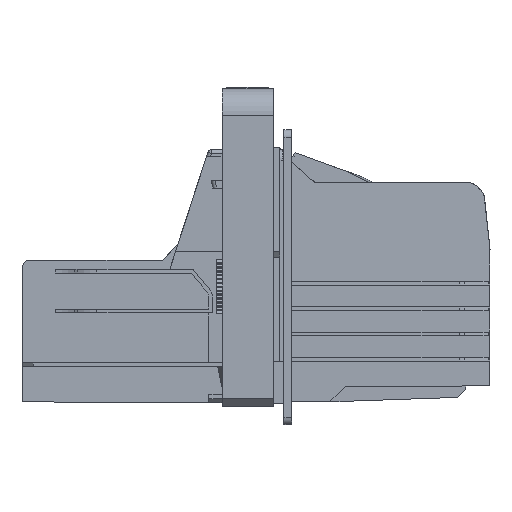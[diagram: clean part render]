
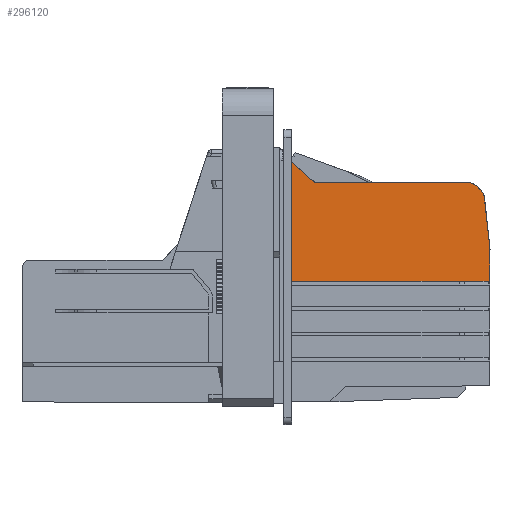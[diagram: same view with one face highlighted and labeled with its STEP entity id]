
A CAD part, left-side view. The second image highlights one B-rep face of the part: STEP entity #296120.
In plain terms, the highlighted face is planar.
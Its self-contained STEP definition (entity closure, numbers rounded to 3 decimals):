
#70670=CARTESIAN_POINT('',(84.67,59.247,
103.348));
#70680=VERTEX_POINT('',#70670);
#70710=CARTESIAN_POINT('',(84.058,49.092,
103.5));
#70720=DIRECTION('',(-0.06,-0.998,
0.015));
#70730=VECTOR('',#70720,1.);
#70740=LINE('',#70710,#70730);
#70750=CARTESIAN_POINT('',(85.16,67.366,
103.225));
#70760=VERTEX_POINT('',#70750);
#70770=EDGE_CURVE('',#70760,#70680,#70740,.T.);
#74940=CARTESIAN_POINT('',(35.709,92.932,
103.065));
#74950=VERTEX_POINT('',#74940);
#74980=CARTESIAN_POINT('',(33.28,52.643,
103.671));
#74990=DIRECTION('',(0.06,0.998,
-0.015));
#75000=VECTOR('',#74990,1.);
#75010=LINE('',#74980,#75000);
#75020=CARTESIAN_POINT('',(33.863,62.311,
103.525));
#75030=VERTEX_POINT('',#75020);
#75040=EDGE_CURVE('',#75030,#74950,#75010,.T.);
#212720=CARTESIAN_POINT('',(69.557,60.159,
103.4));
#212730=DIRECTION('',(-0.998,0.06,
0.003));
#212740=VECTOR('',#212730,1.);
#212750=LINE('',#212720,#212740);
#212760=EDGE_CURVE('',#70680,#75030,#212750,.T.);
#292990=CARTESIAN_POINT('',(69.455,58.699,
103.422));
#293000=DIRECTION('',(-0.702,0.712,
-0.007));
#293010=VECTOR('',#293000,1.);
#293020=LINE('',#292990,#293010);
#293030=CARTESIAN_POINT('',(41.085,87.479,
103.122));
#293040=VERTEX_POINT('',#293030);
#293050=EDGE_CURVE('',#293040,#74950,#293020,.T.);
#293440=CARTESIAN_POINT('',(41.737,87.182,
103.123));
#293450=VERTEX_POINT('',#293440);
#293480=CARTESIAN_POINT('',(41.797,88.181,
103.108));
#293490=DIRECTION('',(0.004,0.015,
1.));
#293500=DIRECTION('',(0.285,0.958,
-0.015));
#293510=AXIS2_PLACEMENT_3D('',#293480,#293490,#293500);
#293520=ELLIPSE('',#293510,1.,1.);
#293530=EDGE_CURVE('',#293040,#293450,#293520,.T.);
#294030=CARTESIAN_POINT('',(79.226,79.681,
103.07));
#294040=DIRECTION('',(0.004,0.015,
1.));
#294050=DIRECTION('',(0.285,0.958,
-0.015));
#294060=AXIS2_PLACEMENT_3D('',#294030,#294040,#294050);
#294070=ELLIPSE('',#294060,5.451,5.45);
#294080=CARTESIAN_POINT('',(84.524,80.958,
103.028));
#294090=VERTEX_POINT('',#294080);
#294100=CARTESIAN_POINT('',(81.068,84.811,
102.986));
#294110=VERTEX_POINT('',#294100);
#294120=EDGE_CURVE('',#294090,#294110,#294070,.T.);
#294940=CARTESIAN_POINT('',(86.021,48.955,
103.494));
#294950=DIRECTION('',(0.047,-0.999,
0.015));
#294960=VECTOR('',#294950,1.);
#294970=LINE('',#294940,#294960);
#294980=EDGE_CURVE('',#294090,#70760,#294970,.T.);
#295920=CARTESIAN_POINT('',(85.062,65.736,
103.25));
#295930=DIRECTION('',(0.004,0.015,
1.));
#295940=DIRECTION('',(0.06,0.998,
-0.015));
#295950=AXIS2_PLACEMENT_3D('',#295920,#295930,#295940);
#295960=PLANE('',#295950);
#295970=ORIENTED_EDGE('',*,*,#70770,.F.);
#295980=ORIENTED_EDGE('',*,*,#212760,.F.);
#295990=ORIENTED_EDGE('',*,*,#75040,.F.);
#296000=ORIENTED_EDGE('',*,*,#293050,.T.);
#296010=ORIENTED_EDGE('',*,*,#293530,.F.);
#296020=CARTESIAN_POINT('',(71.322,85.398,
103.02));
#296030=DIRECTION('',(0.998,-0.06,
-0.003));
#296040=VECTOR('',#296030,1.);
#296050=LINE('',#296020,#296040);
#296060=EDGE_CURVE('',#293450,#294110,#296050,.T.);
#296070=ORIENTED_EDGE('',*,*,#296060,.F.);
#296080=ORIENTED_EDGE('',*,*,#294120,.T.);
#296090=ORIENTED_EDGE('',*,*,#294980,.F.);
#296100=EDGE_LOOP('',(#296090,#296080,#296070,#296010,#296000,#295990,
#295980,#295970));
#296110=FACE_OUTER_BOUND('',#296100,.T.);
#296120=ADVANCED_FACE('',(#296110),#295960,.T.);
